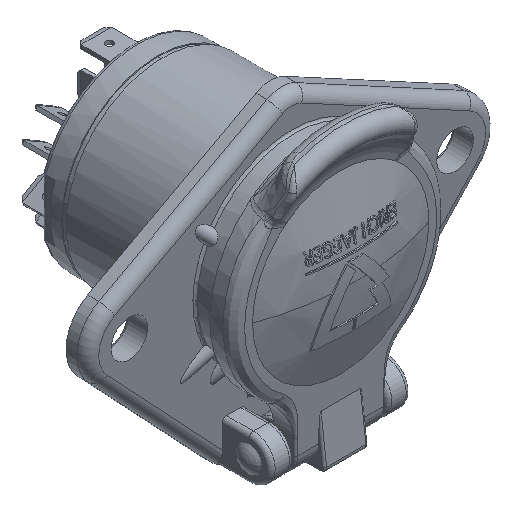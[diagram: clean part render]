
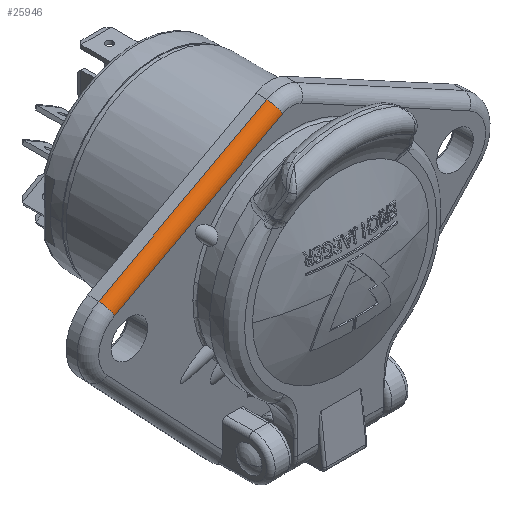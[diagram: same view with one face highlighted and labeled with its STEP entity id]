
A CAD part, isometric view. The second image highlights one B-rep face of the part: STEP entity #25946.
In plain terms, the highlighted cylindrical face has radius 2.5 mm (diameter 5 mm), a partial arc.
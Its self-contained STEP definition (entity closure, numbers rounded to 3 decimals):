
#38=DIRECTION('',(-0.88,0.,-0.475));
#39=VECTOR('',#38,43.75);
#40=CARTESIAN_POINT('',(-2.14,0.,26.959));
#41=LINE('',#40,#39);
#399=CARTESIAN_POINT('',(-2.14,2.5,26.959));
#400=DIRECTION('',(-0.88,0.,-0.475));
#401=DIRECTION('',(0.,-1.,0.));
#402=AXIS2_PLACEMENT_3D('',#399,#400,#401);
#404=CARTESIAN_POINT('',(-40.628,2.5,6.158));
#405=DIRECTION('',(-0.88,0.,-0.475));
#406=DIRECTION('',(0.,-1.,0.));
#407=AXIS2_PLACEMENT_3D('',#404,#405,#406);
#679=DIRECTION('',(-0.88,0.,-0.475));
#680=VECTOR('',#679,43.75);
#681=CARTESIAN_POINT('',(-3.328,2.5,29.158));
#682=LINE('',#681,#680);
#20715=CARTESIAN_POINT('',(-40.628,0.,6.158));
#20716=VERTEX_POINT('',#20715);
#20717=CARTESIAN_POINT('',(-41.817,2.5,8.358));
#20718=VERTEX_POINT('',#20717);
#20719=CARTESIAN_POINT('',(-2.14,0.,26.959));
#20720=VERTEX_POINT('',#20719);
#20721=CARTESIAN_POINT('',(-3.328,2.5,29.158));
#20722=VERTEX_POINT('',#20721);
#25933=CARTESIAN_POINT('',(-1.905,2.5,27.085));
#25934=DIRECTION('',(-0.88,0.,-0.475));
#25935=DIRECTION('',(0.,-1.,0.));
#25936=AXIS2_PLACEMENT_3D('',#25933,#25934,#25935);
#25937=CYLINDRICAL_SURFACE('',#25936,2.5);
#25938=ORIENTED_EDGE('',*,*,#25575,.T.);
#25940=ORIENTED_EDGE('',*,*,#25939,.T.);
#25942=ORIENTED_EDGE('',*,*,#25941,.F.);
#25943=ORIENTED_EDGE('',*,*,#25925,.F.);
#25944=EDGE_LOOP('',(#25938,#25940,#25942,#25943));
#25945=FACE_OUTER_BOUND('',#25944,.F.);
#25946=ADVANCED_FACE('',(#25945),#25937,.T.);
#403=CIRCLE('',#402,2.5);
#408=CIRCLE('',#407,2.5);
#25575=EDGE_CURVE('',#20720,#20716,#41,.T.);
#25925=EDGE_CURVE('',#20720,#20722,#403,.T.);
#25939=EDGE_CURVE('',#20716,#20718,#408,.T.);
#25941=EDGE_CURVE('',#20722,#20718,#682,.T.);
